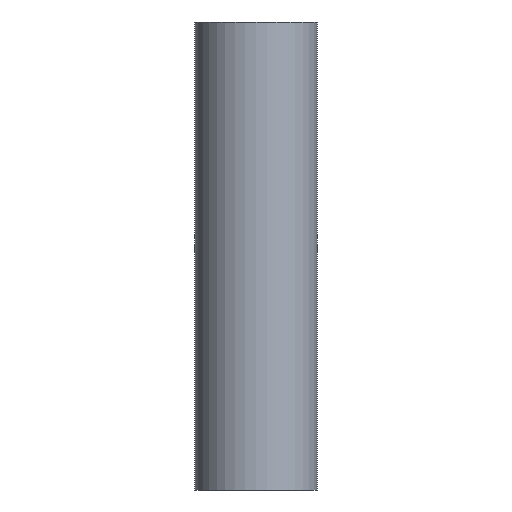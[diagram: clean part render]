
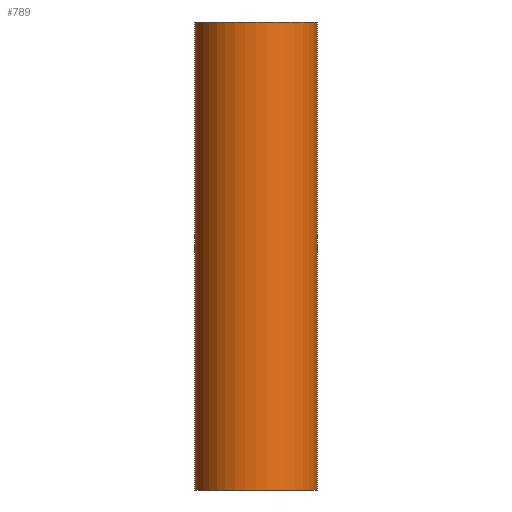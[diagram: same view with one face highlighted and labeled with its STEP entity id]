
A CAD part, front view. The second image highlights one B-rep face of the part: STEP entity #789.
In plain terms, the highlighted cylindrical face has radius 5 mm (diameter 10 mm), a full revolution.
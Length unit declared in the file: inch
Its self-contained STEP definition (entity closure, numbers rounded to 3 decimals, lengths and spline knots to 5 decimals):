
#63=LINE('',#1472,#96);
#96=VECTOR('',#1233,0.19685);
#117=CYLINDRICAL_SURFACE('',#926,0.19685);
#168=FACE_OUTER_BOUND('',#221,.T.);
#221=EDGE_LOOP('',(#711,#712,#713,#714));
#268=CIRCLE('',#865,0.19685);
#303=CIRCLE('',#923,0.19685);
#345=VERTEX_POINT('',#1372);
#369=VERTEX_POINT('',#1466);
#435=EDGE_CURVE('',#345,#345,#268,.T.);
#482=EDGE_CURVE('',#369,#369,#303,.T.);
#484=EDGE_CURVE('',#345,#369,#63,.T.);
#711=ORIENTED_EDGE('',*,*,#435,.F.);
#712=ORIENTED_EDGE('',*,*,#484,.T.);
#713=ORIENTED_EDGE('',*,*,#482,.T.);
#714=ORIENTED_EDGE('',*,*,#484,.F.);
#789=ADVANCED_FACE('',(#168),#117,.T.);
#865=AXIS2_PLACEMENT_3D('',#1373,#1096,#1097);
#923=AXIS2_PLACEMENT_3D('',#1467,#1224,#1225);
#926=AXIS2_PLACEMENT_3D('',#1471,#1231,#1232);
#1096=DIRECTION('center_axis',(0.,0.,
1.));
#1097=DIRECTION('ref_axis',(-1.,0.,0.));
#1224=DIRECTION('center_axis',(0.,0.,
1.));
#1225=DIRECTION('ref_axis',(-1.,0.,0.));
#1231=DIRECTION('center_axis',(0.,0.,
1.));
#1232=DIRECTION('ref_axis',(-1.,0.,0.));
#1233=DIRECTION('',(0.,0.,-1.));
#1372=CARTESIAN_POINT('',(0.2281,0.,1.96875));
#1373=CARTESIAN_POINT('Origin',(0.03125,0.,
1.96875));
#1466=CARTESIAN_POINT('',(0.2281,0.,0.46875));
#1467=CARTESIAN_POINT('Origin',(0.03125,0.,
0.46875));
#1471=CARTESIAN_POINT('Origin',(0.03125,0.,
0.46875));
#1472=CARTESIAN_POINT('',(0.2281,0.,0.46875));
